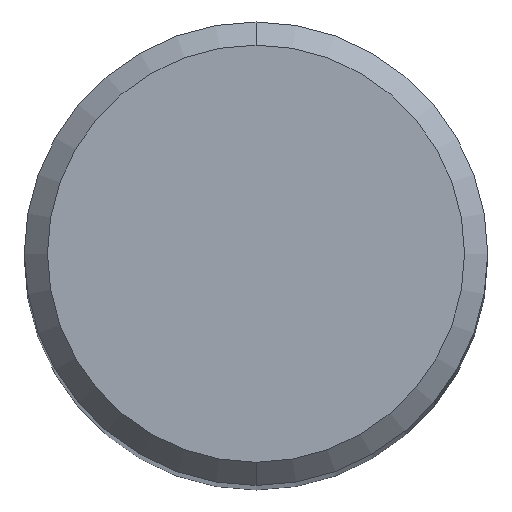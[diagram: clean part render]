
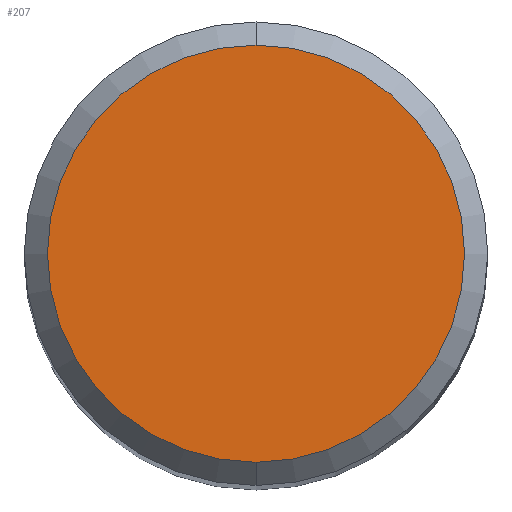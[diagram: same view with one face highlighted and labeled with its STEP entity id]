
A CAD part, top view. The second image highlights one B-rep face of the part: STEP entity #207.
In plain terms, the highlighted planar face has unit normal (0, 0, 1).
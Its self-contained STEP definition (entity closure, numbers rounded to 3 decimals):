
#99=VERTEX_POINT('',#250);
#127=VERTEX_POINT('',#283);
#139=EDGE_CURVE('',#127,#99,#296,.T.);
#193=EDGE_CURVE('',#99,#127,#356,.T.);
#207=ADVANCED_FACE('',(#372),#373,.T.);
#250=CARTESIAN_POINT('',(0.,-3.6,0.0));
#283=CARTESIAN_POINT('',(0.0,3.6,0.0));
#296=CIRCLE('',#473,3.6);
#356=CIRCLE('',#550,3.6);
#372=FACE_OUTER_BOUND('',#569,.T.);
#373=PLANE('',#570);
#473=AXIS2_PLACEMENT_3D('',#662,#663,#664);
#550=AXIS2_PLACEMENT_3D('',#737,#738,#739);
#569=EDGE_LOOP('',(#766,#767));
#570=AXIS2_PLACEMENT_3D('',#768,#769,#770);
#662=CARTESIAN_POINT('',(0.0,0.0,0.0));
#663=DIRECTION('',(0.0,0.0,-1.0));
#664=DIRECTION('',(0.0,1.0,0.0));
#737=CARTESIAN_POINT('',(0.0,0.0,0.0));
#738=DIRECTION('',(0.0,0.0,-1.0));
#739=DIRECTION('',(0.0,1.0,0.0));
#766=ORIENTED_EDGE('',*,*,#139,.F.);
#767=ORIENTED_EDGE('',*,*,#193,.F.);
#768=CARTESIAN_POINT('',(0.0,1.8,0.0));
#769=DIRECTION('',(-0.0,0.0,1.0));
#770=DIRECTION('',(0.0,-1.0,0.0));
